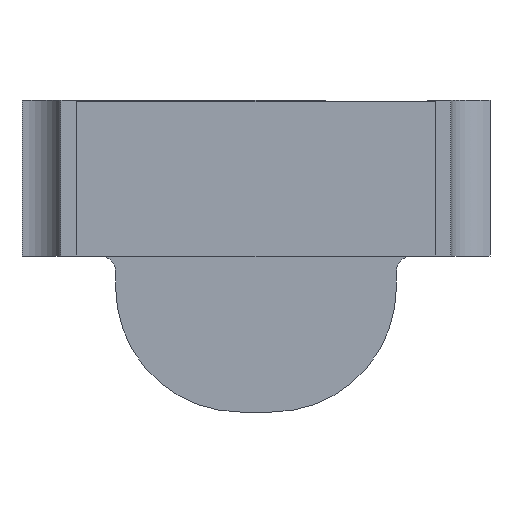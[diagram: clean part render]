
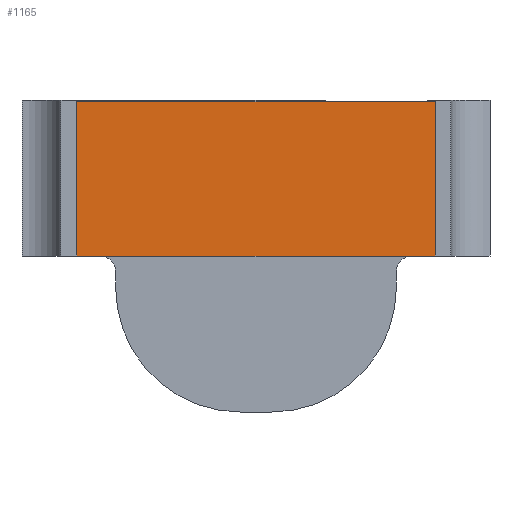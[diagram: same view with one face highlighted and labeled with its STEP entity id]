
A CAD part, front view. The second image highlights one B-rep face of the part: STEP entity #1165.
In plain terms, the highlighted planar face has unit normal (0, -1, 0).
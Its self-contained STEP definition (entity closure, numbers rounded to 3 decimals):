
#89=FACE_OUTER_BOUND('',#158,.T.);
#158=EDGE_LOOP('',(#786,#787,#788,#789));
#231=LINE('',#1736,#362);
#232=LINE('',#1739,#363);
#233=LINE('',#1741,#364);
#234=LINE('',#1742,#365);
#362=VECTOR('',#1384,10.);
#363=VECTOR('',#1387,10.);
#364=VECTOR('',#1388,10.);
#365=VECTOR('',#1389,10.);
#493=VERTEX_POINT('',#1732);
#494=VERTEX_POINT('',#1734);
#495=VERTEX_POINT('',#1738);
#496=VERTEX_POINT('',#1740);
#611=EDGE_CURVE('',#493,#494,#231,.T.);
#612=EDGE_CURVE('',#493,#495,#232,.T.);
#613=EDGE_CURVE('',#496,#494,#233,.T.);
#614=EDGE_CURVE('',#495,#496,#234,.T.);
#786=ORIENTED_EDGE('',*,*,#612,.F.);
#787=ORIENTED_EDGE('',*,*,#611,.T.);
#788=ORIENTED_EDGE('',*,*,#613,.F.);
#789=ORIENTED_EDGE('',*,*,#614,.F.);
#1114=PLANE('',#1257);
#1165=ADVANCED_FACE('',(#89),#1114,.T.);
#1257=AXIS2_PLACEMENT_3D('',#1737,#1385,#1386);
#1384=DIRECTION('',(0.,0.,1.));
#1385=DIRECTION('center_axis',(0.,-1.,0.));
#1386=DIRECTION('ref_axis',(1.,0.,0.));
#1387=DIRECTION('',(-1.,0.,0.));
#1388=DIRECTION('',(1.,0.,0.));
#1389=DIRECTION('',(0.,0.,1.));
#1732=CARTESIAN_POINT('',(1.15,0.,0.));
#1734=CARTESIAN_POINT('',(1.15,0.,0.99));
#1736=CARTESIAN_POINT('',(1.15,0.,0.));
#1737=CARTESIAN_POINT('Origin',(-1.15,0.,0.));
#1738=CARTESIAN_POINT('',(-1.15,0.,0.));
#1739=CARTESIAN_POINT('',(1.5,0.,0.));
#1740=CARTESIAN_POINT('',(-1.15,0.,0.99));
#1741=CARTESIAN_POINT('',(1.5,0.,0.99));
#1742=CARTESIAN_POINT('',(-1.15,0.,0.));
